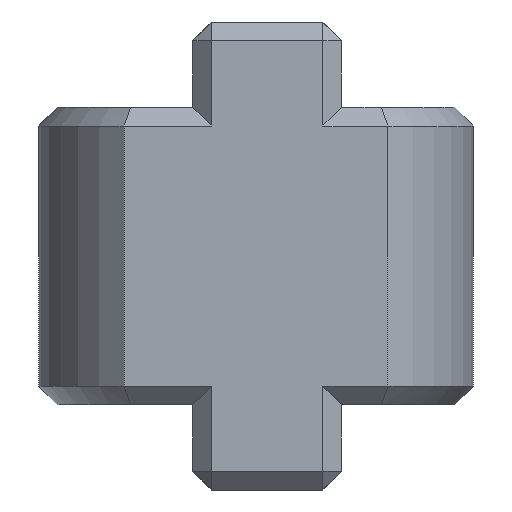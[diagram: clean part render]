
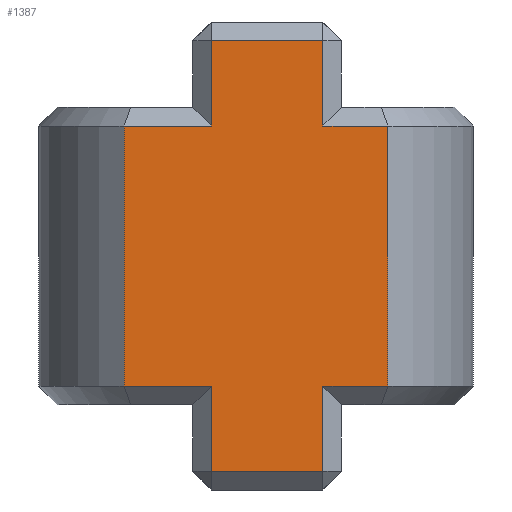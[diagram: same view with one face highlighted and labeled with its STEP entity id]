
A CAD part, front view. The second image highlights one B-rep face of the part: STEP entity #1387.
In plain terms, the highlighted planar face has unit normal (0, -1, 0).
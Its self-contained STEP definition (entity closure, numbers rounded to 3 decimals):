
#5 = AXIS2_PLACEMENT_3D ( 'NONE', #404, #441, #667 ) ;
#17 = EDGE_CURVE ( 'NONE', #1218, #1017, #1328, .T. ) ;
#23 = CARTESIAN_POINT ( 'NONE',  ( 2., -4.65, -3.5 ) ) ;
#24 = CARTESIAN_POINT ( 'NONE',  ( -1.5, -4.65, -4. ) ) ;
#50 = DIRECTION ( 'NONE',  ( 0., 0., 1. ) ) ;
#63 = DIRECTION ( 'NONE',  ( -1., 0., 0. ) ) ;
#69 = LINE ( 'NONE', #514, #458 ) ;
#76 = VECTOR ( 'NONE', #181, 1000. ) ;
#82 = VECTOR ( 'NONE', #1198, 1000. ) ;
#90 = CARTESIAN_POINT ( 'NONE',  ( -1.5, -4.65, -5.8 ) ) ;
#122 = CARTESIAN_POINT ( 'NONE',  ( -3.85, -4.65, 4. ) ) ;
#148 = DIRECTION ( 'NONE',  ( 0., 0., -1. ) ) ;
#149 = VERTEX_POINT ( 'NONE', #203 ) ;
#165 = EDGE_CURVE ( 'NONE', #580, #1320, #1341, .T. ) ;
#175 = VERTEX_POINT ( 'NONE', #90 ) ;
#181 = DIRECTION ( 'NONE',  ( -1., 0., 0. ) ) ;
#183 = ORIENTED_EDGE ( 'NONE', *, *, #649, .F. ) ;
#195 = EDGE_CURVE ( 'NONE', #1369, #580, #673, .T. ) ;
#203 = CARTESIAN_POINT ( 'NONE',  ( -1.5, -4.65, -3.5 ) ) ;
#217 = DIRECTION ( 'NONE',  ( -1., 0., 0. ) ) ;
#266 = CARTESIAN_POINT ( 'NONE',  ( -1.5, -4.65, 5.8 ) ) ;
#277 = VECTOR ( 'NONE', #217, 1000. ) ;
#288 = EDGE_CURVE ( 'NONE', #620, #1218, #1358, .T. ) ;
#292 = PLANE ( 'NONE',  #5 ) ;
#301 = CARTESIAN_POINT ( 'NONE',  ( 1.5, -4.65, -6.3 ) ) ;
#311 = CARTESIAN_POINT ( 'NONE',  ( -3.85, -4.65, -5.8 ) ) ;
#319 = VERTEX_POINT ( 'NONE', #266 ) ;
#324 = VECTOR ( 'NONE', #787, 1000. ) ;
#337 = VECTOR ( 'NONE', #1209, 1000. ) ;
#355 = ORIENTED_EDGE ( 'NONE', *, *, #288, .F. ) ;
#381 = CARTESIAN_POINT ( 'NONE',  ( -1.5, -4.65, 3.5 ) ) ;
#404 = CARTESIAN_POINT ( 'NONE',  ( -3.85, -4.65, 4. ) ) ;
#406 = VECTOR ( 'NONE', #50, 1000. ) ;
#407 = CARTESIAN_POINT ( 'NONE',  ( -3.85, -4.65, 5.8 ) ) ;
#416 = ORIENTED_EDGE ( 'NONE', *, *, #612, .T. ) ;
#441 = DIRECTION ( 'NONE',  ( 0., 1., 0. ) ) ;
#458 = VECTOR ( 'NONE', #738, 1000. ) ;
#473 = CARTESIAN_POINT ( 'NONE',  ( 3.25, -4.65, 4. ) ) ;
#509 = ORIENTED_EDGE ( 'NONE', *, *, #832, .F. ) ;
#514 = CARTESIAN_POINT ( 'NONE',  ( -3.85, -4.65, -3.5 ) ) ;
#532 = ORIENTED_EDGE ( 'NONE', *, *, #924, .F. ) ;
#544 = VECTOR ( 'NONE', #148, 1000. ) ;
#556 = EDGE_CURVE ( 'NONE', #319, #1369, #1096, .T. ) ;
#580 = VERTEX_POINT ( 'NONE', #964 ) ;
#592 = VECTOR ( 'NONE', #63, 1000. ) ;
#607 = VERTEX_POINT ( 'NONE', #745 ) ;
#610 = ORIENTED_EDGE ( 'NONE', *, *, #195, .T. ) ;
#611 = EDGE_CURVE ( 'NONE', #607, #319, #1191, .T. ) ;
#612 = EDGE_CURVE ( 'NONE', #1396, #717, #1429, .T. ) ;
#620 = VERTEX_POINT ( 'NONE', #1305 ) ;
#624 = CARTESIAN_POINT ( 'NONE',  ( -3.85, -4.65, -3.5 ) ) ;
#635 = CARTESIAN_POINT ( 'NONE',  ( -1.5, -4.65, 4. ) ) ;
#637 = DIRECTION ( 'NONE',  ( 0., 0., -1. ) ) ;
#649 = EDGE_CURVE ( 'NONE', #1017, #175, #1313, .T. ) ;
#656 = EDGE_CURVE ( 'NONE', #149, #1320, #69, .T. ) ;
#664 = VECTOR ( 'NONE', #1386, 1000. ) ;
#667 = DIRECTION ( 'NONE',  ( 0., 0., 1. ) ) ;
#673 = LINE ( 'NONE', #1098, #277 ) ;
#685 = CARTESIAN_POINT ( 'NONE',  ( 1.5, -4.65, 3.5 ) ) ;
#696 = ORIENTED_EDGE ( 'NONE', *, *, #656, .F. ) ;
#708 = LINE ( 'NONE', #949, #664 ) ;
#717 = VERTEX_POINT ( 'NONE', #685 ) ;
#738 = DIRECTION ( 'NONE',  ( -1., 0., 0. ) ) ;
#741 = ORIENTED_EDGE ( 'NONE', *, *, #17, .F. ) ;
#745 = CARTESIAN_POINT ( 'NONE',  ( 1.5, -4.65, 5.8 ) ) ;
#787 = DIRECTION ( 'NONE',  ( 0., 0., -1. ) ) ;
#832 = EDGE_CURVE ( 'NONE', #1396, #620, #917, .T. ) ;
#876 = EDGE_CURVE ( 'NONE', #717, #607, #708, .T. ) ;
#911 = ORIENTED_EDGE ( 'NONE', *, *, #876, .T. ) ;
#917 = LINE ( 'NONE', #473, #544 ) ;
#924 = EDGE_CURVE ( 'NONE', #175, #149, #1378, .T. ) ;
#949 = CARTESIAN_POINT ( 'NONE',  ( 1.5, -4.65, 6.3 ) ) ;
#964 = CARTESIAN_POINT ( 'NONE',  ( -3.85, -4.65, 3.5 ) ) ;
#979 = CARTESIAN_POINT ( 'NONE',  ( 2., -4.65, 3.5 ) ) ;
#1017 = VERTEX_POINT ( 'NONE', #1459 ) ;
#1042 = CARTESIAN_POINT ( 'NONE',  ( 1.5, -4.65, -3.5 ) ) ;
#1049 = VECTOR ( 'NONE', #637, 1000. ) ;
#1096 = LINE ( 'NONE', #635, #337 ) ;
#1098 = CARTESIAN_POINT ( 'NONE',  ( -3.85, -4.65, 3.5 ) ) ;
#1158 = ORIENTED_EDGE ( 'NONE', *, *, #611, .T. ) ;
#1179 = EDGE_LOOP ( 'NONE', ( #509, #416, #911, #1158, #1292, #610, #1193, #696, #532, #183, #741, #355 ) ) ;
#1191 = LINE ( 'NONE', #407, #76 ) ;
#1193 = ORIENTED_EDGE ( 'NONE', *, *, #165, .T. ) ;
#1198 = DIRECTION ( 'NONE',  ( -1., 0., 0. ) ) ;
#1209 = DIRECTION ( 'NONE',  ( 0., 0., -1. ) ) ;
#1213 = CARTESIAN_POINT ( 'NONE',  ( 3.25, -4.65, 3.5 ) ) ;
#1218 = VERTEX_POINT ( 'NONE', #1042 ) ;
#1269 = DIRECTION ( 'NONE',  ( -1., 0., 0. ) ) ;
#1292 = ORIENTED_EDGE ( 'NONE', *, *, #556, .T. ) ;
#1295 = FACE_OUTER_BOUND ( 'NONE', #1179, .T. ) ;
#1305 = CARTESIAN_POINT ( 'NONE',  ( 3.25, -4.65, -3.5 ) ) ;
#1313 = LINE ( 'NONE', #311, #592 ) ;
#1320 = VERTEX_POINT ( 'NONE', #624 ) ;
#1328 = LINE ( 'NONE', #301, #1049 ) ;
#1341 = LINE ( 'NONE', #122, #324 ) ;
#1358 = LINE ( 'NONE', #23, #1374 ) ;
#1369 = VERTEX_POINT ( 'NONE', #381 ) ;
#1374 = VECTOR ( 'NONE', #1269, 1000. ) ;
#1378 = LINE ( 'NONE', #24, #406 ) ;
#1386 = DIRECTION ( 'NONE',  ( 0., 0., 1. ) ) ;
#1387 = ADVANCED_FACE ( 'NONE', ( #1295 ), #292, .F. ) ;
#1396 = VERTEX_POINT ( 'NONE', #1213 ) ;
#1429 = LINE ( 'NONE', #979, #82 ) ;
#1459 = CARTESIAN_POINT ( 'NONE',  ( 1.5, -4.65, -5.8 ) ) ;
